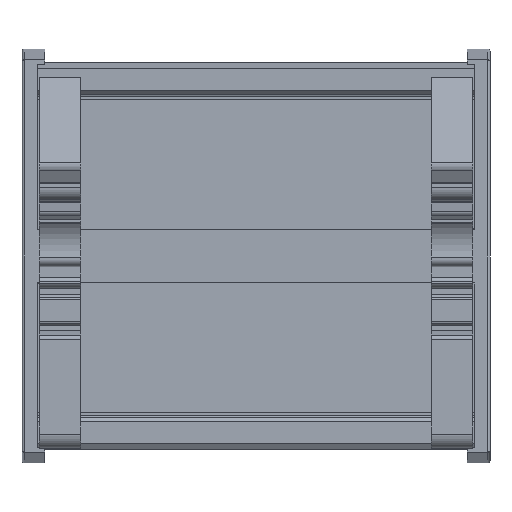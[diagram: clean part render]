
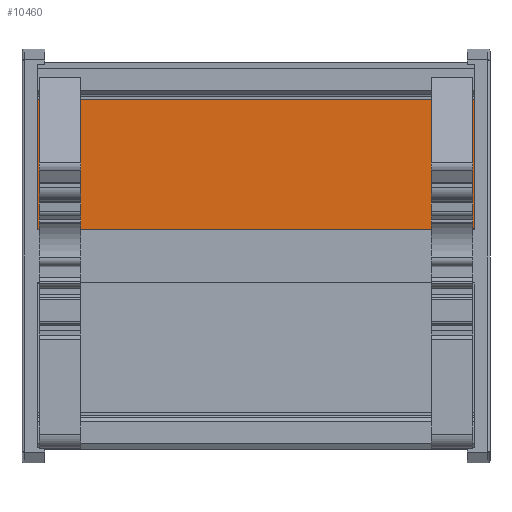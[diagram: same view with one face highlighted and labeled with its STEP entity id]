
A CAD part, front view. The second image highlights one B-rep face of the part: STEP entity #10460.
In plain terms, the highlighted planar face has unit normal (0, -1, 0).
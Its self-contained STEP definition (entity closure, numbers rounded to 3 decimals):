
#10404=CARTESIAN_POINT('',(-530.109,-523.966,97.2));
#10405=VERTEX_POINT('',#10404);
#10412=CARTESIAN_POINT('',(-530.109,-523.966,0.0));
#10413=VERTEX_POINT('',#10412);
#10414=CARTESIAN_POINT('',(-530.109,-523.966,0.0));
#10415=DIRECTION('',(0.0,0.0,1.0));
#10416=VECTOR('',#10415,97.2);
#10417=LINE('',#10414,#10416);
#10418=EDGE_CURVE('',#10413,#10405,#10417,.T.);
#10430=CARTESIAN_POINT('',(-530.109,-523.966,0.0));
#10431=DIRECTION('',(0.0,-1.0,0.0));
#10432=DIRECTION('',(0.0,0.0,-1.0));
#10433=AXIS2_PLACEMENT_3D('',#10430,#10431,#10432);
#10434=PLANE('',#10433);
#10435=CARTESIAN_POINT('',(-558.93,-523.966,97.2));
#10436=VERTEX_POINT('',#10435);
#10437=CARTESIAN_POINT('',(-530.109,-523.966,97.2));
#10438=DIRECTION('',(-1.0,0.0,0.0));
#10439=VECTOR('',#10438,28.821);
#10440=LINE('',#10437,#10439);
#10441=EDGE_CURVE('',#10405,#10436,#10440,.T.);
#10442=ORIENTED_EDGE('',*,*,#10441,.T.);
#10443=CARTESIAN_POINT('',(-558.93,-523.966,0.0));
#10444=VERTEX_POINT('',#10443);
#10445=CARTESIAN_POINT('',(-558.93,-523.966,0.0));
#10446=DIRECTION('',(0.0,0.0,1.0));
#10447=VECTOR('',#10446,97.2);
#10448=LINE('',#10445,#10447);
#10449=EDGE_CURVE('',#10444,#10436,#10448,.T.);
#10450=ORIENTED_EDGE('',*,*,#10449,.F.);
#10451=CARTESIAN_POINT('',(-558.93,-523.966,0.0));
#10452=DIRECTION('',(1.0,0.0,0.0));
#10453=VECTOR('',#10452,28.821);
#10454=LINE('',#10451,#10453);
#10455=EDGE_CURVE('',#10444,#10413,#10454,.T.);
#10456=ORIENTED_EDGE('',*,*,#10455,.T.);
#10457=ORIENTED_EDGE('',*,*,#10418,.T.);
#10458=EDGE_LOOP('',(#10442,#10450,#10456,#10457));
#10459=FACE_OUTER_BOUND('',#10458,.T.);
#10460=ADVANCED_FACE('',(#10459),#10434,.T.);
